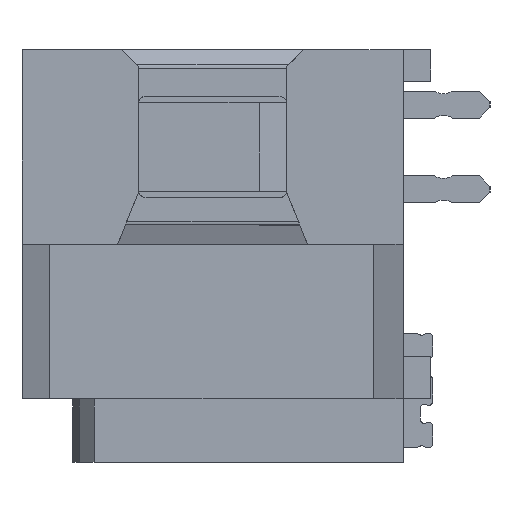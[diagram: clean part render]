
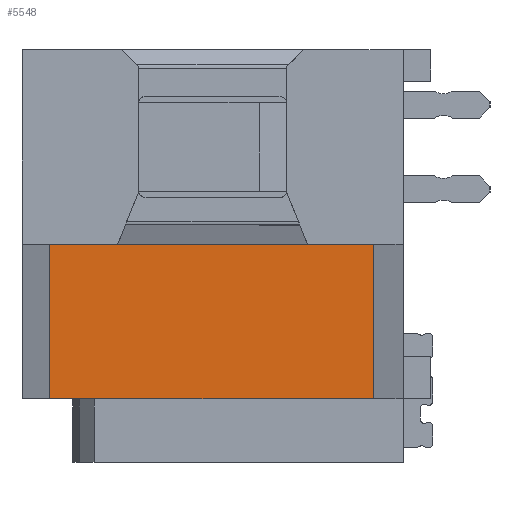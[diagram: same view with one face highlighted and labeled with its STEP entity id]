
A CAD part, left-side view. The second image highlights one B-rep face of the part: STEP entity #5548.
In plain terms, the highlighted planar face has unit normal (-1, 0, 0).
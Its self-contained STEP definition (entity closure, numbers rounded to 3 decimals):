
#1077 = CARTESIAN_POINT ( 'NONE',  ( -8.719, 9., -2.3 ) ) ;
#1113 = PLANE ( 'NONE',  #5983 ) ;
#1255 = DIRECTION ( 'NONE',  ( 0., -1., 0. ) ) ;
#1285 = EDGE_CURVE ( 'NONE', #3775, #17056, #15975, .T. ) ;
#2036 = EDGE_LOOP ( 'NONE', ( #15657, #13207, #5445, #13526 ) ) ;
#2053 = EDGE_CURVE ( 'NONE', #4194, #17687, #7784, .T. ) ;
#2597 = VECTOR ( 'NONE', #9508, 1000. ) ;
#3094 = CARTESIAN_POINT ( 'NONE',  ( -8.719, 9., -5.95 ) ) ;
#3381 = CARTESIAN_POINT ( 'NONE',  ( -8.719, 9., -5.95 ) ) ;
#3775 = VERTEX_POINT ( 'NONE', #15756 ) ;
#4091 = CARTESIAN_POINT ( 'NONE',  ( -8.719, 9., -5.95 ) ) ;
#4194 = VERTEX_POINT ( 'NONE', #4741 ) ;
#4741 = CARTESIAN_POINT ( 'NONE',  ( -8.719, 1.35, -5.95 ) ) ;
#5445 = ORIENTED_EDGE ( 'NONE', *, *, #1285, .F. ) ;
#5548 = ADVANCED_FACE ( 'NONE', ( #14599 ), #1113, .F. ) ;
#5983 = AXIS2_PLACEMENT_3D ( 'NONE', #4091, #17900, #11897 ) ;
#7542 = CARTESIAN_POINT ( 'NONE',  ( -8.719, 1.35, -5.95 ) ) ;
#7784 = LINE ( 'NONE', #7542, #15695 ) ;
#8129 = EDGE_CURVE ( 'NONE', #17056, #17687, #8298, .T. ) ;
#8263 = CARTESIAN_POINT ( 'NONE',  ( -8.719, 1.35, -2.3 ) ) ;
#8298 = LINE ( 'NONE', #1077, #18560 ) ;
#9508 = DIRECTION ( 'NONE',  ( 0., 0., 1. ) ) ;
#11897 = DIRECTION ( 'NONE',  ( 0., 0., -1. ) ) ;
#12275 = EDGE_CURVE ( 'NONE', #3775, #4194, #13805, .T. ) ;
#13207 = ORIENTED_EDGE ( 'NONE', *, *, #8129, .F. ) ;
#13526 = ORIENTED_EDGE ( 'NONE', *, *, #12275, .T. ) ;
#13664 = DIRECTION ( 'NONE',  ( 0., 0., 1. ) ) ;
#13805 = LINE ( 'NONE', #3094, #18621 ) ;
#14599 = FACE_OUTER_BOUND ( 'NONE', #2036, .T. ) ;
#15189 = DIRECTION ( 'NONE',  ( 0., -1., 0. ) ) ;
#15446 = CARTESIAN_POINT ( 'NONE',  ( -8.719, 9., -2.3 ) ) ;
#15657 = ORIENTED_EDGE ( 'NONE', *, *, #2053, .T. ) ;
#15695 = VECTOR ( 'NONE', #13664, 1000. ) ;
#15756 = CARTESIAN_POINT ( 'NONE',  ( -8.719, 9., -5.95 ) ) ;
#15975 = LINE ( 'NONE', #3381, #2597 ) ;
#17056 = VERTEX_POINT ( 'NONE', #15446 ) ;
#17687 = VERTEX_POINT ( 'NONE', #8263 ) ;
#17900 = DIRECTION ( 'NONE',  ( 1., 0., 0. ) ) ;
#18560 = VECTOR ( 'NONE', #1255, 1000. ) ;
#18621 = VECTOR ( 'NONE', #15189, 1000. ) ;
